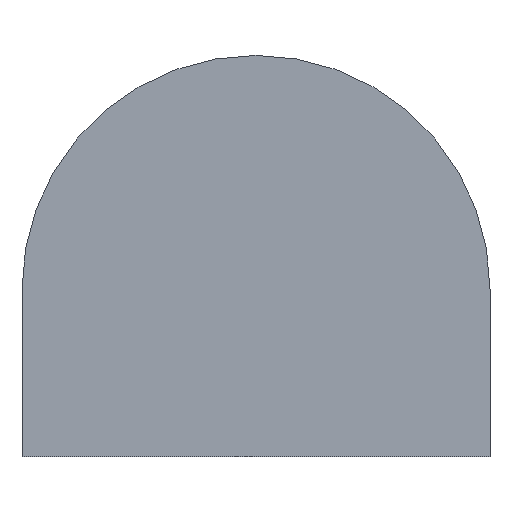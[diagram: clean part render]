
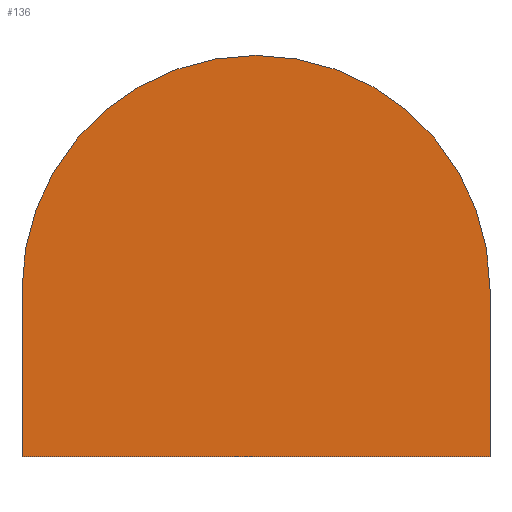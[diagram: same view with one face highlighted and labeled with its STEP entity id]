
A CAD part, front view. The second image highlights one B-rep face of the part: STEP entity #136.
In plain terms, the highlighted planar face has unit normal (0, -1, 0).
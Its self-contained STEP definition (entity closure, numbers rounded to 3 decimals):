
#31 = VECTOR ( 'NONE', #46, 1000. ) ;
#37 = VERTEX_POINT ( 'NONE', #40 ) ;
#40 = CARTESIAN_POINT ( 'NONE',  ( -3.5, 0., -3. ) ) ;
#41 = EDGE_CURVE ( 'NONE', #206, #200, #101, .T. ) ;
#43 = FACE_OUTER_BOUND ( 'NONE', #175, .T. ) ;
#44 = CARTESIAN_POINT ( 'NONE',  ( 0., 0., 0. ) ) ;
#46 = DIRECTION ( 'NONE',  ( 1., 0., 0. ) ) ;
#52 = VECTOR ( 'NONE', #146, 1000. ) ;
#65 = CARTESIAN_POINT ( 'NONE',  ( 0., 0., -3. ) ) ;
#80 = DIRECTION ( 'NONE',  ( 0., 1., 0. ) ) ;
#81 = EDGE_CURVE ( 'NONE', #200, #184, #115, .T. ) ;
#93 = CARTESIAN_POINT ( 'NONE',  ( 3.5, 0., -3. ) ) ;
#95 = CARTESIAN_POINT ( 'NONE',  ( -3.5, 0., -0.5 ) ) ;
#96 = CARTESIAN_POINT ( 'NONE',  ( 3.5, 0., -0.5 ) ) ;
#101 = LINE ( 'NONE', #223, #127 ) ;
#106 = ORIENTED_EDGE ( 'NONE', *, *, #214, .T. ) ;
#110 = ORIENTED_EDGE ( 'NONE', *, *, #222, .T. ) ;
#115 = CIRCLE ( 'NONE', #157, 3.5 ) ;
#116 = ORIENTED_EDGE ( 'NONE', *, *, #41, .T. ) ;
#119 = AXIS2_PLACEMENT_3D ( 'NONE', #44, #80, #234 ) ;
#127 = VECTOR ( 'NONE', #163, 1000. ) ;
#136 = ADVANCED_FACE ( 'NONE', ( #43 ), #208, .F. ) ;
#146 = DIRECTION ( 'NONE',  ( 0., 0., -1. ) ) ;
#149 = LINE ( 'NONE', #65, #31 ) ;
#154 = CARTESIAN_POINT ( 'NONE',  ( 0., 0., -0.5 ) ) ;
#157 = AXIS2_PLACEMENT_3D ( 'NONE', #154, #189, #227 ) ;
#159 = ORIENTED_EDGE ( 'NONE', *, *, #81, .T. ) ;
#163 = DIRECTION ( 'NONE',  ( 0., 0., 1. ) ) ;
#175 = EDGE_LOOP ( 'NONE', ( #110, #116, #159, #106 ) ) ;
#184 = VERTEX_POINT ( 'NONE', #95 ) ;
#189 = DIRECTION ( 'NONE',  ( 0., -1., 0. ) ) ;
#197 = LINE ( 'NONE', #219, #52 ) ;
#200 = VERTEX_POINT ( 'NONE', #96 ) ;
#206 = VERTEX_POINT ( 'NONE', #93 ) ;
#208 = PLANE ( 'NONE',  #119 ) ;
#214 = EDGE_CURVE ( 'NONE', #184, #37, #197, .T. ) ;
#219 = CARTESIAN_POINT ( 'NONE',  ( -3.5, 0., 0. ) ) ;
#222 = EDGE_CURVE ( 'NONE', #37, #206, #149, .T. ) ;
#223 = CARTESIAN_POINT ( 'NONE',  ( 3.5, 0., 0. ) ) ;
#227 = DIRECTION ( 'NONE',  ( 0., 0., 1. ) ) ;
#234 = DIRECTION ( 'NONE',  ( 1., 0., 0. ) ) ;
